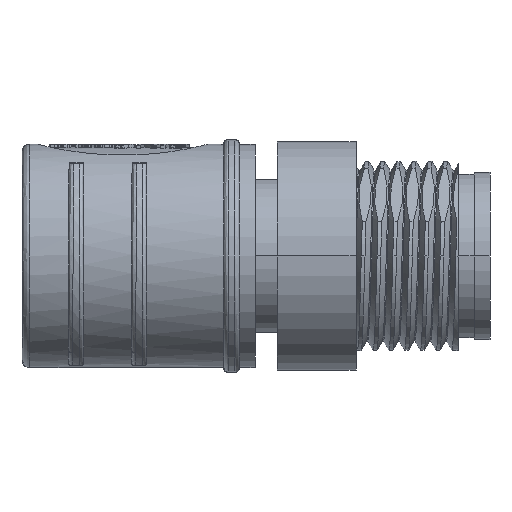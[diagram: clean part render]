
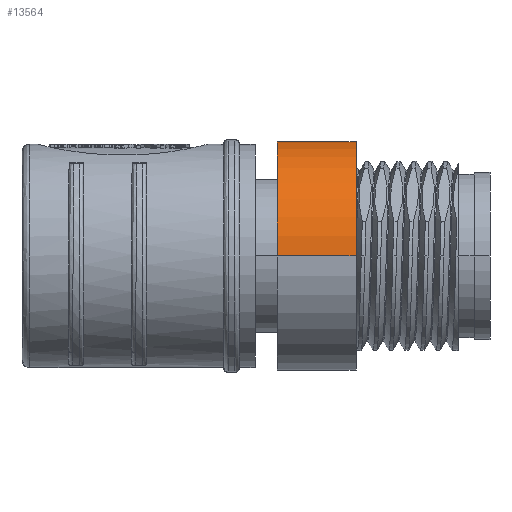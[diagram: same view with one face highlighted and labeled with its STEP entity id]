
A CAD part, left-side view. The second image highlights one B-rep face of the part: STEP entity #13564.
In plain terms, the highlighted cylindrical face has radius 7.25 mm (diameter 14.5 mm), a partial arc.
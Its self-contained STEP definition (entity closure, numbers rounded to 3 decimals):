
#20 = CARTESIAN_POINT ( 'NONE',  ( -7.25, -6.4, 0. ) ) ;
#681 = VECTOR ( 'NONE', #8134, 1000. ) ;
#1232 = LINE ( 'NONE', #6350, #681 ) ;
#3148 = CARTESIAN_POINT ( 'NONE',  ( 7.25, -1.4, 0. ) ) ;
#3176 = CIRCLE ( 'NONE', #14925, 7.25 ) ;
#4380 = EDGE_CURVE ( 'NONE', #16890, #5418, #15528, .T. ) ;
#4637 = EDGE_CURVE ( 'NONE', #16890, #17563, #19055, .T. ) ;
#5390 = DIRECTION ( 'NONE',  ( 0., -1., 0. ) ) ;
#5418 = VERTEX_POINT ( 'NONE', #3148 ) ;
#5767 = DIRECTION ( 'NONE',  ( 0., 1., 0. ) ) ;
#6350 = CARTESIAN_POINT ( 'NONE',  ( -7.25, -6.4, 0. ) ) ;
#7698 = AXIS2_PLACEMENT_3D ( 'NONE', #20871, #20806, #20733 ) ;
#7777 = ORIENTED_EDGE ( 'NONE', *, *, #21856, .F. ) ;
#8065 = CARTESIAN_POINT ( 'NONE',  ( 7.25, -6.4, 0. ) ) ;
#8096 = EDGE_LOOP ( 'NONE', ( #13736, #22845, #15845, #7777 ) ) ;
#8134 = DIRECTION ( 'NONE',  ( 0., 1., 0. ) ) ;
#9304 = CARTESIAN_POINT ( 'NONE',  ( 0., -6.4, 0. ) ) ;
#12460 = FACE_OUTER_BOUND ( 'NONE', #8096, .T. ) ;
#12641 = CARTESIAN_POINT ( 'NONE',  ( 7.25, -6.4, 0. ) ) ;
#12692 = DIRECTION ( 'NONE',  ( 0., 1., 0. ) ) ;
#12847 = CARTESIAN_POINT ( 'NONE',  ( -7.25, -1.4, 0. ) ) ;
#12872 = EDGE_CURVE ( 'NONE', #5418, #17711, #3176, .T. ) ;
#13564 = ADVANCED_FACE ( 'NONE', ( #12460 ), #16590, .T. ) ;
#13736 = ORIENTED_EDGE ( 'NONE', *, *, #4637, .F. ) ;
#14925 = AXIS2_PLACEMENT_3D ( 'NONE', #16049, #5390, #17816 ) ;
#15217 = AXIS2_PLACEMENT_3D ( 'NONE', #9304, #5767, #18180 ) ;
#15528 = LINE ( 'NONE', #12641, #17401 ) ;
#15845 = ORIENTED_EDGE ( 'NONE', *, *, #12872, .T. ) ;
#16049 = CARTESIAN_POINT ( 'NONE',  ( 0., -1.4, 0. ) ) ;
#16590 = CYLINDRICAL_SURFACE ( 'NONE', #15217, 7.25 ) ;
#16890 = VERTEX_POINT ( 'NONE', #8065 ) ;
#17401 = VECTOR ( 'NONE', #12692, 1000. ) ;
#17563 = VERTEX_POINT ( 'NONE', #20 ) ;
#17711 = VERTEX_POINT ( 'NONE', #12847 ) ;
#17816 = DIRECTION ( 'NONE',  ( -1., 0., 0. ) ) ;
#18180 = DIRECTION ( 'NONE',  ( -1., 0., 0. ) ) ;
#19055 = CIRCLE ( 'NONE', #7698, 7.25 ) ;
#20733 = DIRECTION ( 'NONE',  ( -1., 0., 0. ) ) ;
#20806 = DIRECTION ( 'NONE',  ( 0., -1., 0. ) ) ;
#20871 = CARTESIAN_POINT ( 'NONE',  ( 0., -6.4, 0. ) ) ;
#21856 = EDGE_CURVE ( 'NONE', #17563, #17711, #1232, .T. ) ;
#22845 = ORIENTED_EDGE ( 'NONE', *, *, #4380, .T. ) ;
